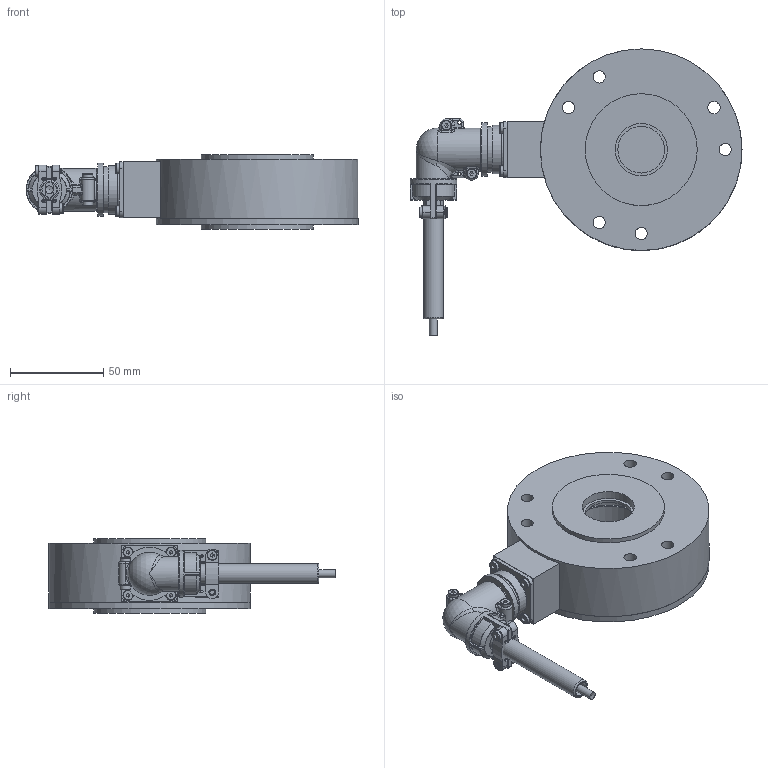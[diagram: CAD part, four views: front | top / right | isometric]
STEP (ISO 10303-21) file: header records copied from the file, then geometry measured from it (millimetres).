
FILE_DESCRIPTION (( 'STEP AP214' ), '1' );
FILE_NAME ('a_BZA1-17-100N...1000N-S STEP.STEP', '2024-09-25T09:59:39', ( '' ), ( '' ), 'SwSTEP 2.0', 'SolidWorks 2023', '' );
FILE_SCHEMA (( 'AUTOMOTIVE_DESIGN' ));
Length unit declared in the file: millimetre
Products named in the file (1): a_BZA1-17-100N...1000N-S STEP
Bounding box: 177.85 x 153.33 x 40 mm (x, y, z)
Volume: 337384.6 mm3; surface area: 112078.8 mm2
Topology: 22 solids, 27 shells, 808 faces, 1867 edges, 1125 vertices
Faces by surface type: plane 332, cylinder 271, torus 73, bspline 72, cone 35, sphere 25
Full cylindrical faces by diameter (mm): 1.3 x2, 1.5 x16, 1.8 x2, 2 x8, 2.5 x12, 3 x10, 3.5 x2, 3.9 x2, 4.2 x5, 4.5 x8, 5.5 x10, 6.6 x12, 7.9 x1, 10.6 x1, 11.2 x1, 13 x2, 13.8 x2, 15.54 x1, 16.5 x1, 17.5 x3, 18.5 x1, 19.5 x1, 20 x2, 22 x4, 24 x1, 24.5 x2, 25 x2, 26 x1, 28 x1, 28.5 x1
Entity records: 24570 total; most frequent: CARTESIAN_POINT 7372, DIRECTION 3614, ORIENTED_EDGE 3138, EDGE_CURVE 1569, AXIS2_PLACEMENT_3D 1467, EDGE_LOOP 1130, VERTEX_POINT 1053, FACE_OUTER_BOUND 967
